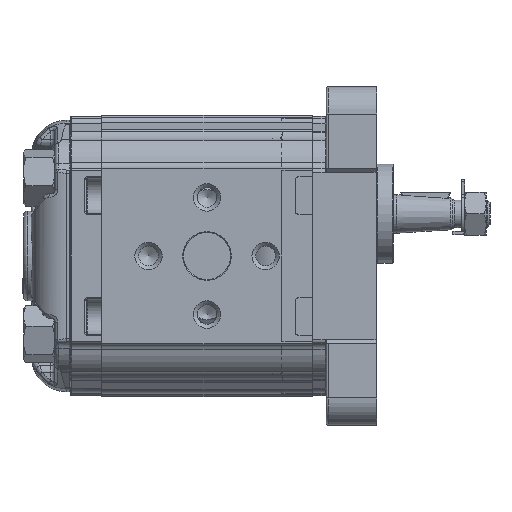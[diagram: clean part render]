
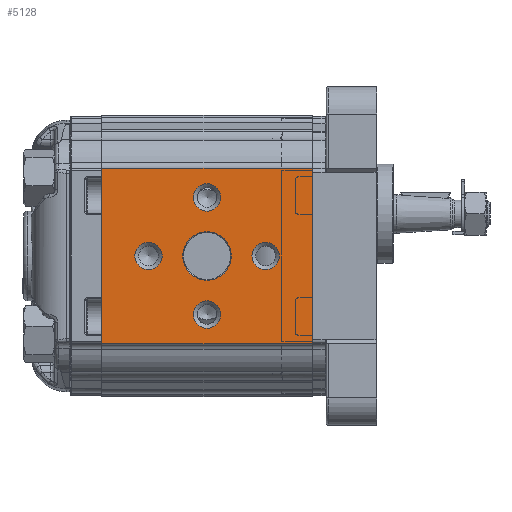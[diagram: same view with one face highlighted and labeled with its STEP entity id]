
A CAD part, left-side view. The second image highlights one B-rep face of the part: STEP entity #5128.
In plain terms, the highlighted planar face has unit normal (-1, 0, 0).
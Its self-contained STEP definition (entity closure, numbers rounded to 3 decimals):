
#5128 = ADVANCED_FACE( '', ( #10977, #10978, #10979, #10980, #10981, #10982 ), #10983, .T. );
#10977 = FACE_BOUND( '', #19892, .T. );
#10978 = FACE_BOUND( '', #19893, .T. );
#10979 = FACE_BOUND( '', #19894, .T. );
#10980 = FACE_BOUND( '', #19895, .T. );
#10981 = FACE_BOUND( '', #19896, .T. );
#10982 = FACE_OUTER_BOUND( '', #19897, .T. );
#10983 = PLANE( '', #19898 );
#19892 = EDGE_LOOP( '', ( #35590 ) );
#19893 = EDGE_LOOP( '', ( #35591 ) );
#19894 = EDGE_LOOP( '', ( #35592 ) );
#19895 = EDGE_LOOP( '', ( #35593 ) );
#19896 = EDGE_LOOP( '', ( #35594 ) );
#19897 = EDGE_LOOP( '', ( #35595, #35596, #35597, #35598 ) );
#19898 = AXIS2_PLACEMENT_3D( '', #35599, #35600, #35601 );
#35590 = ORIENTED_EDGE( '', *, *, #40892, .T. );
#35591 = ORIENTED_EDGE( '', *, *, #45743, .T. );
#35592 = ORIENTED_EDGE( '', *, *, #40529, .T. );
#35593 = ORIENTED_EDGE( '', *, *, #44492, .T. );
#35594 = ORIENTED_EDGE( '', *, *, #40692, .T. );
#35595 = ORIENTED_EDGE( '', *, *, #43868, .T. );
#35596 = ORIENTED_EDGE( '', *, *, #45574, .T. );
#35597 = ORIENTED_EDGE( '', *, *, #45513, .T. );
#35598 = ORIENTED_EDGE( '', *, *, #41753, .F. );
#35599 = CARTESIAN_POINT( '', ( -33., 129.534, 48.138 ) );
#35600 = DIRECTION( '', ( -1., 0., 0. ) );
#35601 = DIRECTION( '', ( 0., 0., 1. ) );
#40529 = EDGE_CURVE( '', #48079, #48079, #48080, .F. );
#40692 = EDGE_CURVE( '', #48348, #48348, #48349, .F. );
#40892 = EDGE_CURVE( '', #48685, #48685, #48686, .F. );
#41753 = EDGE_CURVE( '', #50099, #50101, #50102, .T. );
#43868 = EDGE_CURVE( '', #50099, #53328, #53329, .T. );
#44492 = EDGE_CURVE( '', #54183, #54183, #54184, .F. );
#45513 = EDGE_CURVE( '', #55489, #50101, #55490, .F. );
#45574 = EDGE_CURVE( '', #53328, #55489, #55565, .T. );
#45743 = EDGE_CURVE( '', #55754, #55754, #55755, .F. );
#48079 = VERTEX_POINT( '', #59314 );
#48080 = CIRCLE( '', #59315, 3.5 );
#48348 = VERTEX_POINT( '', #59803 );
#48349 = CIRCLE( '', #59804, 6.2 );
#48685 = VERTEX_POINT( '', #60623 );
#48686 = CIRCLE( '', #60624, 3.5 );
#50099 = VERTEX_POINT( '', #63465 );
#50101 = VERTEX_POINT( '', #63467 );
#50102 = LINE( '', #63468, #63469 );
#53328 = VERTEX_POINT( '', #69829 );
#53329 = LINE( '', #69830, #69831 );
#54183 = VERTEX_POINT( '', #71326 );
#54184 = CIRCLE( '', #71327, 3.5 );
#55489 = VERTEX_POINT( '', #74196 );
#55490 = LINE( '', #74197, #74198 );
#55565 = LINE( '', #74378, #74379 );
#55754 = VERTEX_POINT( '', #74696 );
#55755 = CIRCLE( '', #74697, 3.5 );
#59314 = CARTESIAN_POINT( '', ( -33., 27., 18.5 ) );
#59315 = AXIS2_PLACEMENT_3D( '', #77387, #77388, #77389 );
#59803 = CARTESIAN_POINT( '', ( -33., 27., 6.2 ) );
#59804 = AXIS2_PLACEMENT_3D( '', #77607, #77608, #77609 );
#60623 = CARTESIAN_POINT( '', ( -33., 27., -11.5 ) );
#60624 = AXIS2_PLACEMENT_3D( '', #77862, #77863, #77864 );
#63465 = CARTESIAN_POINT( '', ( -33., 54., -22.5 ) );
#63467 = CARTESIAN_POINT( '', ( -33., 54., 22.5 ) );
#63468 = CARTESIAN_POINT( '', ( -33., 54., -21.711 ) );
#63469 = VECTOR( '', #78928, 1000. );
#69829 = CARTESIAN_POINT( '', ( -33., 0., -22.5 ) );
#69830 = CARTESIAN_POINT( '', ( -33., 54., -22.5 ) );
#69831 = VECTOR( '', #81396, 1000. );
#71326 = CARTESIAN_POINT( '', ( -33., 42., 3.5 ) );
#71327 = AXIS2_PLACEMENT_3D( '', #82151, #82152, #82153 );
#74196 = CARTESIAN_POINT( '', ( -33., 0., 22.5 ) );
#74197 = CARTESIAN_POINT( '', ( -33., 54., 22.5 ) );
#74198 = VECTOR( '', #83160, 1000. );
#74378 = CARTESIAN_POINT( '', ( -33., 0., -21.711 ) );
#74379 = VECTOR( '', #83227, 1000. );
#74696 = CARTESIAN_POINT( '', ( -33., 12., 3.5 ) );
#74697 = AXIS2_PLACEMENT_3D( '', #83374, #83375, #83376 );
#77387 = CARTESIAN_POINT( '', ( -33., 27., 15. ) );
#77388 = DIRECTION( '', ( -1., 0., 0. ) );
#77389 = DIRECTION( '', ( 0., 0., 1. ) );
#77607 = CARTESIAN_POINT( '', ( -33., 27., 0. ) );
#77608 = DIRECTION( '', ( -1., 0., 0. ) );
#77609 = DIRECTION( '', ( 0., 0., 1. ) );
#77862 = CARTESIAN_POINT( '', ( -33., 27., -15. ) );
#77863 = DIRECTION( '', ( -1., 0., 0. ) );
#77864 = DIRECTION( '', ( 0., 0., 1. ) );
#78928 = DIRECTION( '', ( 0., 0., 1. ) );
#81396 = DIRECTION( '', ( 0., -1., 0. ) );
#82151 = CARTESIAN_POINT( '', ( -33., 42., 0. ) );
#82152 = DIRECTION( '', ( -1., 0., 0. ) );
#82153 = DIRECTION( '', ( 0., 0., 1. ) );
#83160 = DIRECTION( '', ( 0., -1., 0. ) );
#83227 = DIRECTION( '', ( 0., 0., 1. ) );
#83374 = CARTESIAN_POINT( '', ( -33., 12., 0. ) );
#83375 = DIRECTION( '', ( -1., 0., 0. ) );
#83376 = DIRECTION( '', ( 0., 0., 1. ) );
